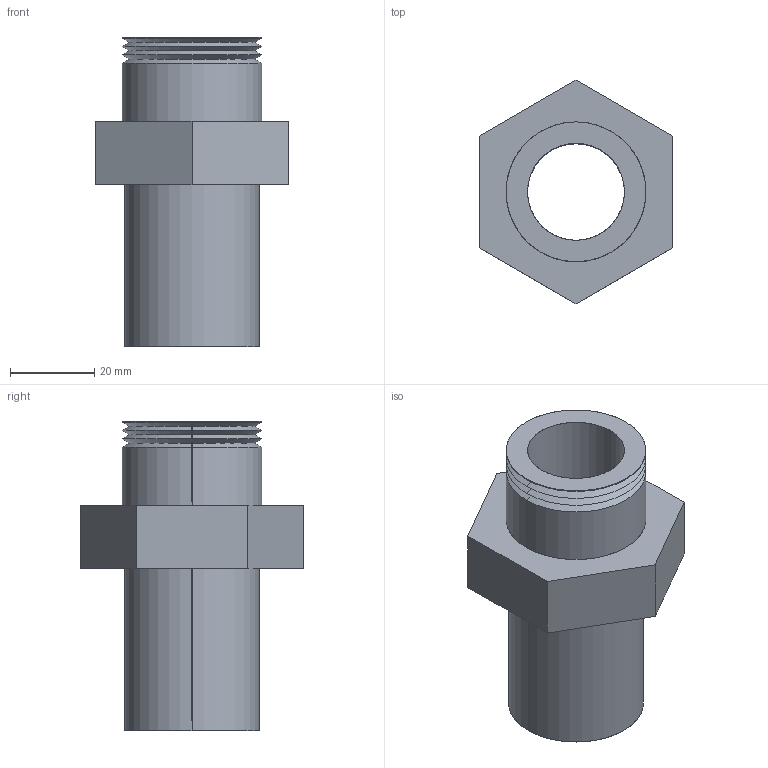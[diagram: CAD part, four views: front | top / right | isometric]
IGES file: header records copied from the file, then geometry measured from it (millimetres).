
Start section: SolidWorks IGES file using analytic representation for surfaces
Global section: file name: Transition Adaptor Pe Male_001 117 6210 0032.igs; native system: SolidWorks 2019; preprocessor: SolidWorks 2019; author: f.yilmaz; date: 200102.142855; units: millimetre
Bounding box: 46 x 53.12 x 73.5 mm (x, y, z)
Surface area: 17085.8 mm2 (no closed solid volume)
Topology: 0 solids, 0 shells, 34 faces, 452 edges, 452 vertices
Faces by surface type: revolution 24, bspline 10
